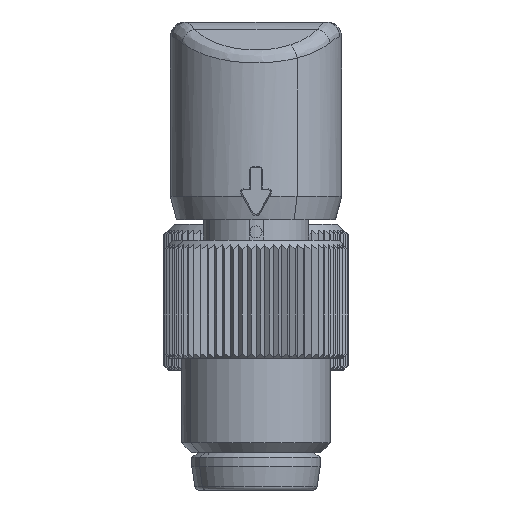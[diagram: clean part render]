
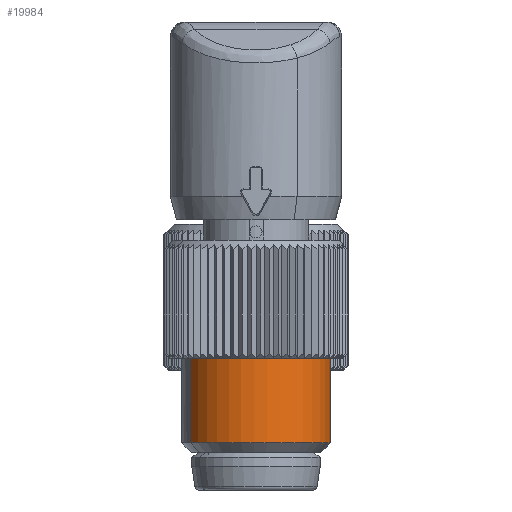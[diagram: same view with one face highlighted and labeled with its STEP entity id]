
A CAD part, front view. The second image highlights one B-rep face of the part: STEP entity #19984.
In plain terms, the highlighted cylindrical face has radius 4 mm (diameter 8 mm), a partial arc.
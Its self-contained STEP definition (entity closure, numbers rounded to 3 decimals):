
#19087=AXIS2_PLACEMENT_3D('Circle Axis2P3D',#19085,#19086,$) ;
#19933=AXIS2_PLACEMENT_3D('Cylinder Axis2P3D',#19930,#19931,#19932) ;
#19975=AXIS2_PLACEMENT_3D('Circle Axis2P3D',#19973,#19974,$) ;
#19085=CARTESIAN_POINT('Axis2P3D Location',(4.954,4.948,7.055)) ;
#19089=CARTESIAN_POINT('Vertex',(1.443,3.03,7.055)) ;
#19091=CARTESIAN_POINT('Vertex',(8.464,6.865,7.055)) ;
#19930=CARTESIAN_POINT('Axis2P3D Location',(4.954,4.948,7.702)) ;
#19935=CARTESIAN_POINT('Line Origine',(8.464,6.865,7.702)) ;
#19939=CARTESIAN_POINT('Vertex',(8.464,6.865,2.533)) ;
#19958=CARTESIAN_POINT('Vertex',(1.443,3.03,2.533)) ;
#19961=CARTESIAN_POINT('Line Origine',(1.443,3.03,7.702)) ;
#19973=CARTESIAN_POINT('Axis2P3D Location',(4.954,4.948,2.533)) ;
#19086=DIRECTION('Axis2P3D Direction',(0.,0.,1.)) ;
#19931=DIRECTION('Axis2P3D Direction',(0.,0.,1.)) ;
#19932=DIRECTION('Axis2P3D XDirection',(0.878,0.479,0.)) ;
#19936=DIRECTION('Vector Direction',(0.,0.,1.)) ;
#19962=DIRECTION('Vector Direction',(0.,0.,1.)) ;
#19974=DIRECTION('Axis2P3D Direction',(0.,0.,1.)) ;
#19937=VECTOR('Line Direction',#19936,1.) ;
#19963=VECTOR('Line Direction',#19962,1.) ;
#19979=ORIENTED_EDGE('',*,*,#19093,.F.) ;
#19980=ORIENTED_EDGE('',*,*,#19965,.T.) ;
#19981=ORIENTED_EDGE('',*,*,#19977,.T.) ;
#19982=ORIENTED_EDGE('',*,*,#19941,.F.) ;
#19984=ADVANCED_FACE('Hauptk\X2\00F6\X0\rper',(#19983),#19934,.T.) ;
#19088=CIRCLE('generated circle',#19087,4.) ;
#19976=CIRCLE('generated circle',#19975,4.) ;
#19934=CYLINDRICAL_SURFACE('generated cylinder',#19933,4.) ;
#19093=EDGE_CURVE('',#19090,#19092,#19088,.T.) ;
#19941=EDGE_CURVE('',#19092,#19940,#19938,.F.) ;
#19965=EDGE_CURVE('',#19090,#19959,#19964,.F.) ;
#19977=EDGE_CURVE('',#19959,#19940,#19976,.T.) ;
#19978=EDGE_LOOP('',(#19979,#19980,#19981,#19982)) ;
#19983=FACE_OUTER_BOUND('',#19978,.T.) ;
#19938=LINE('Line',#19935,#19937) ;
#19964=LINE('Line',#19961,#19963) ;
#19090=VERTEX_POINT('',#19089) ;
#19092=VERTEX_POINT('',#19091) ;
#19940=VERTEX_POINT('',#19939) ;
#19959=VERTEX_POINT('',#19958) ;
